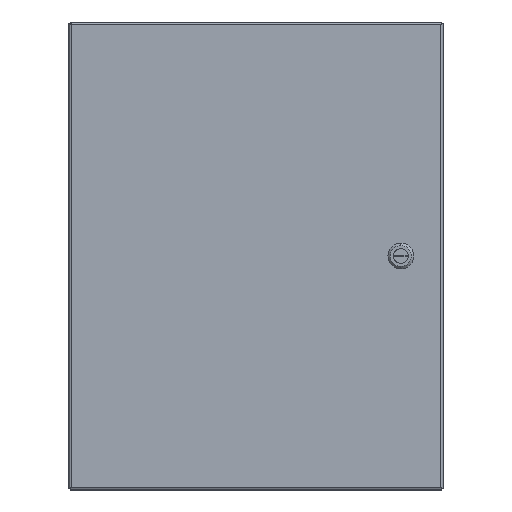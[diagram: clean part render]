
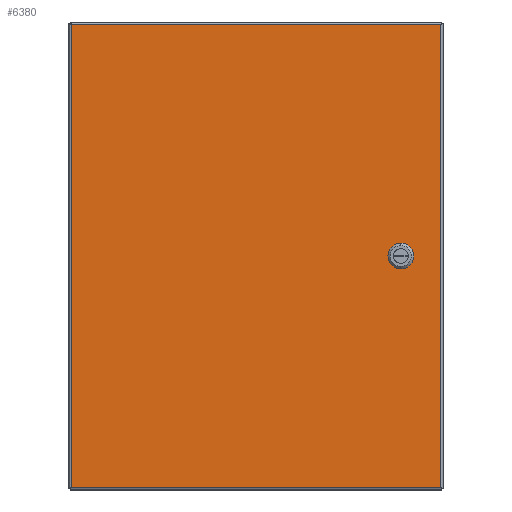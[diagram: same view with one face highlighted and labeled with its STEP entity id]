
A CAD part, front view. The second image highlights one B-rep face of the part: STEP entity #6380.
In plain terms, the highlighted planar face has unit normal (0, -1, 0).
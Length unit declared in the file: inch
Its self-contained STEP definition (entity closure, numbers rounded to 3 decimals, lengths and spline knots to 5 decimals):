
#413 = CARTESIAN_POINT ( 'NONE',  ( 5.96, -8.821, -0.3955 ) ) ;
#520 = CARTESIAN_POINT ( 'NONE',  ( 7.901, -8.821, -9.8985 ) ) ;
#802 = ORIENTED_EDGE ( 'NONE', *, *, #7272, .T. ) ;
#879 = DIRECTION ( 'NONE',  ( 0., 0., 1. ) ) ;
#1019 = LINE ( 'NONE', #21123, #8304 ) ;
#1173 = CARTESIAN_POINT ( 'NONE',  ( 7.901, -8.821, -9.8985 ) ) ;
#2444 = CARTESIAN_POINT ( 'NONE',  ( 7.901, -8.821, 9.8985 ) ) ;
#2990 = EDGE_LOOP ( 'NONE', ( #7353, #6991, #6049, #11176 ) ) ;
#3035 = DIRECTION ( 'NONE',  ( 1., 0., 0. ) ) ;
#3078 = CARTESIAN_POINT ( 'NONE',  ( 5.7955, -8.821, 0.231 ) ) ;
#3227 = LINE ( 'NONE', #10016, #20565 ) ;
#3255 = VECTOR ( 'NONE', #16317, 39.37008 ) ;
#3559 = DIRECTION ( 'NONE',  ( 0.707, 0., -0.707 ) ) ;
#3672 = CARTESIAN_POINT ( 'NONE',  ( 5.7955, -8.821, -0.231 ) ) ;
#3714 = VECTOR ( 'NONE', #10008, 39.37008 ) ;
#3869 = CARTESIAN_POINT ( 'NONE',  ( 6.5865, -8.821, 0.231 ) ) ;
#3998 = VECTOR ( 'NONE', #3035, 39.37008 ) ;
#4146 = LINE ( 'NONE', #9705, #3998 ) ;
#4402 = VERTEX_POINT ( 'NONE', #413 ) ;
#4443 = EDGE_CURVE ( 'NONE', #19124, #19396, #18867, .T. ) ;
#5823 = CARTESIAN_POINT ( 'NONE',  ( 6.5865, -8.821, -0.231 ) ) ;
#5900 = DIRECTION ( 'NONE',  ( 0.707, 0., 0.707 ) ) ;
#6049 = ORIENTED_EDGE ( 'NONE', *, *, #18609, .T. ) ;
#6264 = VERTEX_POINT ( 'NONE', #3869 ) ;
#6380 = ADVANCED_FACE ( 'NONE', ( #7642, #16540 ), #17979, .T. ) ;
#6594 = EDGE_CURVE ( 'NONE', #4402, #11947, #18531, .T. ) ;
#6991 = ORIENTED_EDGE ( 'NONE', *, *, #19673, .T. ) ;
#7030 = ORIENTED_EDGE ( 'NONE', *, *, #20930, .T. ) ;
#7073 = DIRECTION ( 'NONE',  ( -1., 0., 0. ) ) ;
#7134 = VERTEX_POINT ( 'NONE', #11011 ) ;
#7253 = EDGE_CURVE ( 'NONE', #19733, #15868, #3227, .T. ) ;
#7272 = EDGE_CURVE ( 'NONE', #15868, #6264, #8559, .T. ) ;
#7274 = EDGE_LOOP ( 'NONE', ( #14720, #7030, #19607, #802, #16600, #18492, #19377, #12476 ) ) ;
#7353 = ORIENTED_EDGE ( 'NONE', *, *, #4443, .T. ) ;
#7642 = FACE_OUTER_BOUND ( 'NONE', #2990, .T. ) ;
#7894 = CARTESIAN_POINT ( 'NONE',  ( -7.896, -8.821, -9.8985 ) ) ;
#8039 = VECTOR ( 'NONE', #18747, 39.37008 ) ;
#8304 = VECTOR ( 'NONE', #18019, 39.37008 ) ;
#8341 = CARTESIAN_POINT ( 'NONE',  ( -7.896, -8.821, 9.8985 ) ) ;
#8559 = LINE ( 'NONE', #17319, #10997 ) ;
#8875 = CARTESIAN_POINT ( 'NONE',  ( 5.96, -8.821, 0.3955 ) ) ;
#9023 = EDGE_CURVE ( 'NONE', #14342, #4402, #18756, .T. ) ;
#9392 = VECTOR ( 'NONE', #16478, 39.37008 ) ;
#9705 = CARTESIAN_POINT ( 'NONE',  ( -7.896, -8.821, -9.8985 ) ) ;
#9775 = LINE ( 'NONE', #19648, #3255 ) ;
#9857 = VECTOR ( 'NONE', #5900, 39.37008 ) ;
#10008 = DIRECTION ( 'NONE',  ( -1., 0., 0. ) ) ;
#10016 = CARTESIAN_POINT ( 'NONE',  ( 6.422, -8.821, 0.3955 ) ) ;
#10093 = CARTESIAN_POINT ( 'NONE',  ( 5.7955, -8.821, -0.231 ) ) ;
#10319 = DIRECTION ( 'NONE',  ( 0., 0., 1. ) ) ;
#10509 = VERTEX_POINT ( 'NONE', #5823 ) ;
#10997 = VECTOR ( 'NONE', #3559, 39.37008 ) ;
#11011 = CARTESIAN_POINT ( 'NONE',  ( -7.896, -8.821, 9.8985 ) ) ;
#11094 = DIRECTION ( 'NONE',  ( 0., 0., -1. ) ) ;
#11133 = EDGE_CURVE ( 'NONE', #6264, #10509, #9775, .T. ) ;
#11176 = ORIENTED_EDGE ( 'NONE', *, *, #13038, .T. ) ;
#11181 = EDGE_CURVE ( 'NONE', #11947, #16892, #16101, .T. ) ;
#11316 = CARTESIAN_POINT ( 'NONE',  ( 5.7955, -8.821, 0.231 ) ) ;
#11344 = DIRECTION ( 'NONE',  ( 1., 0., 0. ) ) ;
#11766 = VECTOR ( 'NONE', #879, 39.37008 ) ;
#11900 = LINE ( 'NONE', #14581, #9392 ) ;
#11947 = VERTEX_POINT ( 'NONE', #3672 ) ;
#12476 = ORIENTED_EDGE ( 'NONE', *, *, #6594, .T. ) ;
#13019 = CARTESIAN_POINT ( 'NONE',  ( 6.422, -8.821, 0.3955 ) ) ;
#13038 = EDGE_CURVE ( 'NONE', #14412, #19124, #4146, .T. ) ;
#13833 = VECTOR ( 'NONE', #7073, 39.37008 ) ;
#14342 = VERTEX_POINT ( 'NONE', #17670 ) ;
#14347 = CARTESIAN_POINT ( 'NONE',  ( 5.96, -8.821, 0.3955 ) ) ;
#14412 = VERTEX_POINT ( 'NONE', #7894 ) ;
#14581 = CARTESIAN_POINT ( 'NONE',  ( -7.896, -8.821, -9.8985 ) ) ;
#14720 = ORIENTED_EDGE ( 'NONE', *, *, #11181, .T. ) ;
#15117 = LINE ( 'NONE', #8341, #3714 ) ;
#15868 = VERTEX_POINT ( 'NONE', #13019 ) ;
#16006 = LINE ( 'NONE', #14347, #9857 ) ;
#16101 = LINE ( 'NONE', #11316, #11766 ) ;
#16317 = DIRECTION ( 'NONE',  ( 0., 0., -1. ) ) ;
#16426 = DIRECTION ( 'NONE',  ( 0., -1., 0. ) ) ;
#16478 = DIRECTION ( 'NONE',  ( 0., 0., -1. ) ) ;
#16540 = FACE_BOUND ( 'NONE', #7274, .T. ) ;
#16600 = ORIENTED_EDGE ( 'NONE', *, *, #11133, .T. ) ;
#16892 = VERTEX_POINT ( 'NONE', #3078 ) ;
#17016 = EDGE_CURVE ( 'NONE', #10509, #14342, #1019, .T. ) ;
#17203 = CARTESIAN_POINT ( 'NONE',  ( 5.96, -8.821, -0.3955 ) ) ;
#17319 = CARTESIAN_POINT ( 'NONE',  ( 6.422, -8.821, 0.3955 ) ) ;
#17670 = CARTESIAN_POINT ( 'NONE',  ( 6.422, -8.821, -0.3955 ) ) ;
#17979 = PLANE ( 'NONE',  #18692 ) ;
#18019 = DIRECTION ( 'NONE',  ( -0.707, 0., -0.707 ) ) ;
#18309 = CARTESIAN_POINT ( 'NONE',  ( -7.896, -8.821, -9.8985 ) ) ;
#18492 = ORIENTED_EDGE ( 'NONE', *, *, #17016, .T. ) ;
#18531 = LINE ( 'NONE', #10093, #8039 ) ;
#18609 = EDGE_CURVE ( 'NONE', #7134, #14412, #11900, .T. ) ;
#18692 = AXIS2_PLACEMENT_3D ( 'NONE', #18309, #16426, #11094 ) ;
#18747 = DIRECTION ( 'NONE',  ( -0.707, 0., 0.707 ) ) ;
#18756 = LINE ( 'NONE', #17203, #13833 ) ;
#18867 = LINE ( 'NONE', #520, #19798 ) ;
#19124 = VERTEX_POINT ( 'NONE', #1173 ) ;
#19377 = ORIENTED_EDGE ( 'NONE', *, *, #9023, .T. ) ;
#19396 = VERTEX_POINT ( 'NONE', #2444 ) ;
#19607 = ORIENTED_EDGE ( 'NONE', *, *, #7253, .T. ) ;
#19648 = CARTESIAN_POINT ( 'NONE',  ( 6.5865, -8.821, -0.231 ) ) ;
#19673 = EDGE_CURVE ( 'NONE', #19396, #7134, #15117, .T. ) ;
#19733 = VERTEX_POINT ( 'NONE', #8875 ) ;
#19798 = VECTOR ( 'NONE', #10319, 39.37008 ) ;
#20565 = VECTOR ( 'NONE', #11344, 39.37008 ) ;
#20930 = EDGE_CURVE ( 'NONE', #16892, #19733, #16006, .T. ) ;
#21123 = CARTESIAN_POINT ( 'NONE',  ( 6.5865, -8.821, -0.231 ) ) ;
